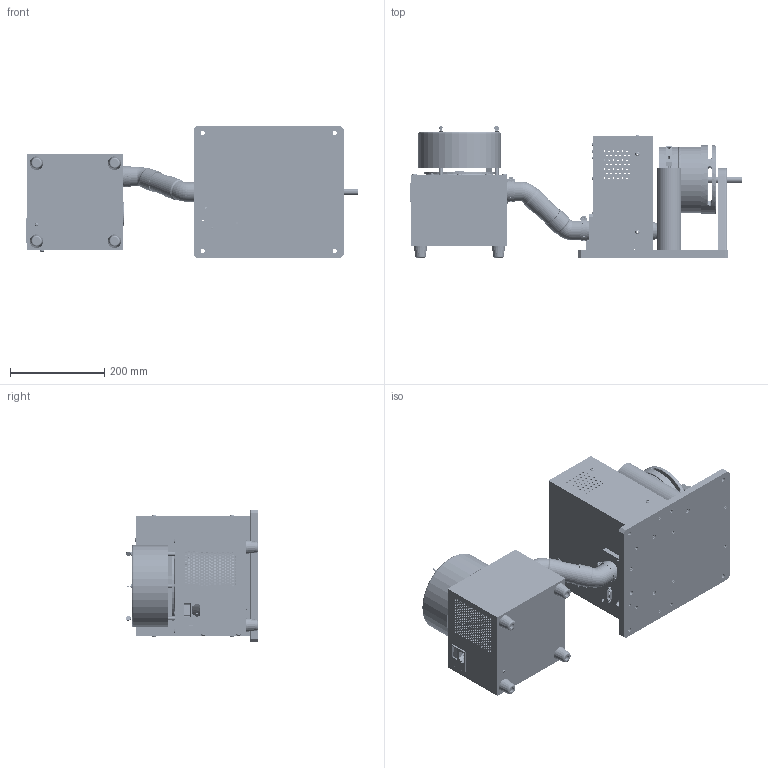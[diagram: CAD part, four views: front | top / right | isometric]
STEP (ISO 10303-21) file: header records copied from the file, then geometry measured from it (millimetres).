
FILE_DESCRIPTION (( 'STEP AP203' ), '1' );
FILE_NAME ('HD-710-XC1-0100_A.stp', '2022-07-15T14:23:02', ( '' ), ( '' ), 'SwSTEP 2.0', 'SolidWorks 2020', '' );
FILE_SCHEMA (( 'CONFIG_CONTROL_DESIGN' ));
Length unit declared in the file: millimetre
Products named in the file (1): HD-710-XC1-0100_A
Bounding box: 702.78 x 278.45 x 279.4 mm (x, y, z)
Surface area: 1384233.3 mm2 (no closed solid volume)
Topology: 0 solids, 200 shells, 1840 faces, 8329 edges, 6567 vertices
Faces by surface type: cylinder 1089, plane 609, torus 69, cone 43, bspline 23, sphere 7
Full cylindrical faces by diameter (mm): 1 x1, 1.016 x13, 2.705 x2, 2.778 x1, 2.8 x2, 3.8 x812, 4.039 x1, 4.064 x1, 4.242 x2, 4.267 x1, 4.3 x1, 4.75 x3, 4.763 x3, 5.563 x4, 6.342 x1, 6.345 x1, 6.35 x3, 6.655 x6, 6.858 x2, 7 x3, 7.239 x2, 7.937 x1, 7.938 x4, 8.3 x1, 8.331 x2, 8.433 x6, 8.458 x3, 8.763 x1, 9 x4, 9.169 x13
Entity records: 85084 total; most frequent: CARTESIAN_POINT 25329, DIRECTION 11912, ORIENTED_EDGE 9083, EDGE_CURVE 6400, VERTEX_POINT 5707, AXIS2_PLACEMENT_3D 4788, EDGE_LOOP 4788, CIRCLE 2970
